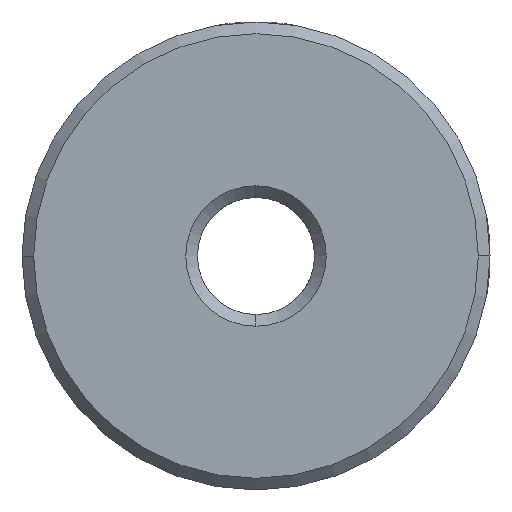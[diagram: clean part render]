
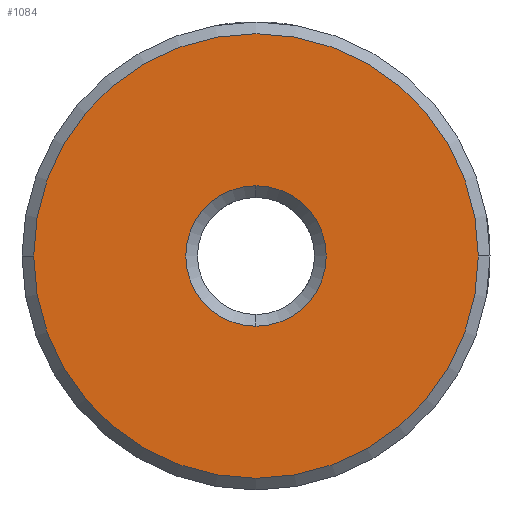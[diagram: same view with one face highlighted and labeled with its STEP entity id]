
A CAD part, front view. The second image highlights one B-rep face of the part: STEP entity #1084.
In plain terms, the highlighted planar face has unit normal (0, -1, 0).
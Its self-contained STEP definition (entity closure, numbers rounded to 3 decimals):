
#15 = CARTESIAN_POINT ( 'NONE',  ( 0., -13., -3. ) ) ;
#31 = DIRECTION ( 'NONE',  ( 0., 0., -1. ) ) ;
#39 = PLANE ( 'NONE',  #461 ) ;
#95 = ORIENTED_EDGE ( 'NONE', *, *, #909, .F. ) ;
#111 = CARTESIAN_POINT ( 'NONE',  ( 0., -13., 0. ) ) ;
#132 = CARTESIAN_POINT ( 'NONE',  ( 0., -13., 0. ) ) ;
#198 = VERTEX_POINT ( 'NONE', #15 ) ;
#206 = CIRCLE ( 'NONE', #523, 3. ) ;
#207 = DIRECTION ( 'NONE',  ( -1., 0., 0. ) ) ;
#219 = DIRECTION ( 'NONE',  ( 0., 1., 0. ) ) ;
#235 = CIRCLE ( 'NONE', #549, 9.5 ) ;
#330 = CARTESIAN_POINT ( 'NONE',  ( 0., -13., 0. ) ) ;
#365 = VERTEX_POINT ( 'NONE', #1234 ) ;
#408 = ORIENTED_EDGE ( 'NONE', *, *, #773, .F. ) ;
#416 = VERTEX_POINT ( 'NONE', #635 ) ;
#423 = DIRECTION ( 'NONE',  ( 0., 0., -1. ) ) ;
#448 = VERTEX_POINT ( 'NONE', #463 ) ;
#461 = AXIS2_PLACEMENT_3D ( 'NONE', #132, #1232, #882 ) ;
#463 = CARTESIAN_POINT ( 'NONE',  ( 0., -13., 3. ) ) ;
#497 = AXIS2_PLACEMENT_3D ( 'NONE', #330, #1081, #423 ) ;
#516 = AXIS2_PLACEMENT_3D ( 'NONE', #870, #219, #973 ) ;
#523 = AXIS2_PLACEMENT_3D ( 'NONE', #1224, #622, #31 ) ;
#549 = AXIS2_PLACEMENT_3D ( 'NONE', #111, #857, #207 ) ;
#622 = DIRECTION ( 'NONE',  ( 0., -1., 0. ) ) ;
#623 = CIRCLE ( 'NONE', #497, 3. ) ;
#635 = CARTESIAN_POINT ( 'NONE',  ( 9.5, -13., 0. ) ) ;
#701 = FACE_BOUND ( 'NONE', #1051, .T. ) ;
#773 = EDGE_CURVE ( 'NONE', #365, #416, #235, .T. ) ;
#832 = ORIENTED_EDGE ( 'NONE', *, *, #856, .F. ) ;
#856 = EDGE_CURVE ( 'NONE', #448, #198, #206, .T. ) ;
#857 = DIRECTION ( 'NONE',  ( 0., 1., 0. ) ) ;
#858 = EDGE_CURVE ( 'NONE', #416, #365, #1021, .T. ) ;
#870 = CARTESIAN_POINT ( 'NONE',  ( 0., -13., 0. ) ) ;
#882 = DIRECTION ( 'NONE',  ( 0., 0., 1. ) ) ;
#909 = EDGE_CURVE ( 'NONE', #198, #448, #623, .T. ) ;
#938 = FACE_OUTER_BOUND ( 'NONE', #1190, .T. ) ;
#973 = DIRECTION ( 'NONE',  ( -1., 0., 0. ) ) ;
#987 = ORIENTED_EDGE ( 'NONE', *, *, #858, .F. ) ;
#1021 = CIRCLE ( 'NONE', #516, 9.5 ) ;
#1051 = EDGE_LOOP ( 'NONE', ( #95, #832 ) ) ;
#1081 = DIRECTION ( 'NONE',  ( 0., -1., 0. ) ) ;
#1084 = ADVANCED_FACE ( 'NONE', ( #701, #938 ), #39, .F. ) ;
#1190 = EDGE_LOOP ( 'NONE', ( #408, #987 ) ) ;
#1224 = CARTESIAN_POINT ( 'NONE',  ( 0., -13., 0. ) ) ;
#1232 = DIRECTION ( 'NONE',  ( 0., 1., 0. ) ) ;
#1234 = CARTESIAN_POINT ( 'NONE',  ( -9.5, -13., 0. ) ) ;
